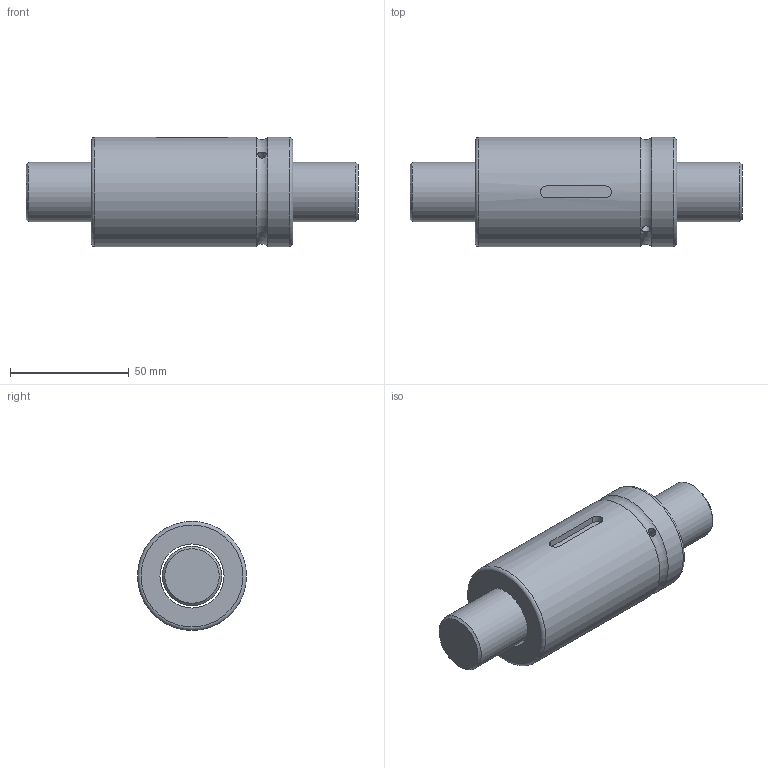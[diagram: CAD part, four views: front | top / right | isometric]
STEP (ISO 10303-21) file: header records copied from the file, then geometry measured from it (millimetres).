
FILE_DESCRIPTION(/* description */ (''),/* implementation_level */ '2;1');
FILE_NAME(/* name */ 'SCI2510',/* time_stamp */ '2007-10-26T13:18:15+08:00',/* author */ (''),/* organization */ (''),/* preprocessor_version */ 'ST-DEVELOPER v9',/* originating_system */ 'EDS PLM SOLUTIONS - UNIGRAPHICS NX 1.0',/* authorisation */ '');
FILE_SCHEMA (('CONFIG_CONTROL_DESIGN'));
Length unit declared in the file: millimetre
Products named in the file (1): FANNDA0400hg
Bounding box: 140 x 46 x 46 mm (x, y, z)
Volume: 160104.6 mm3; surface area: 33684.3 mm2
Topology: 2 solids, 2 shells, 19 faces, 37 edges, 23 vertices
Faces by surface type: cylinder 7, plane 7, torus 3, cone 2
Full cylindrical faces by diameter (mm): 3.5 x1, 25 x1, 27 x1, 46 x2
Entity records: 602 total; most frequent: CARTESIAN_POINT 160, DIRECTION 76, ORIENTED_EDGE 52, EDGE_LOOP 34, AXIS2_PLACEMENT_3D 34, EDGE_CURVE 26, FACE_BOUND 23, VERTEX_POINT 22
